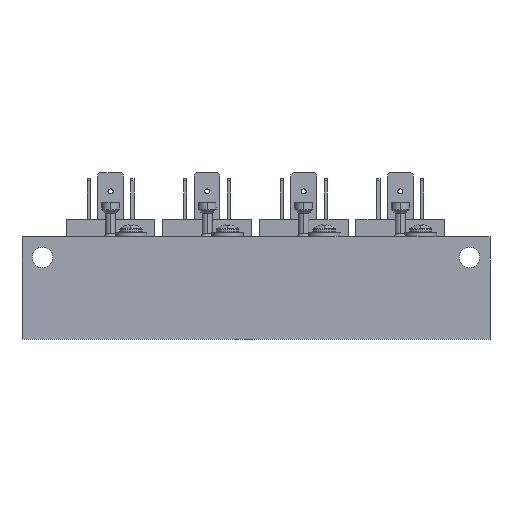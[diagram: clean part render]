
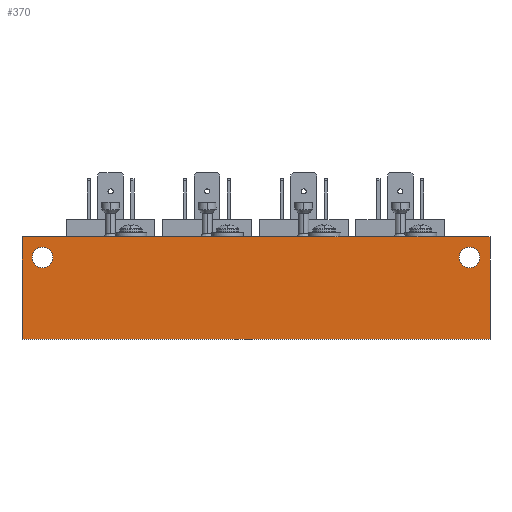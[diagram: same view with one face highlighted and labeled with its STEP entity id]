
A CAD part, front view. The second image highlights one B-rep face of the part: STEP entity #370.
In plain terms, the highlighted planar face has unit normal (0, -1, 0).
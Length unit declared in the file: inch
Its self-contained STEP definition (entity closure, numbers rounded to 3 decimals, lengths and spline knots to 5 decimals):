
#118 = AXIS2_PLACEMENT_3D ( 'NONE', #20361, #7908, #26774 ) ;
#370 = ADVANCED_FACE ( 'Defeatured_0_18', ( #39679, #13337, #36257 ), #32832, .F. ) ;
#609 = DIRECTION ( 'NONE',  ( 0., -1., 0. ) ) ;
#1779 = ORIENTED_EDGE ( 'NONE', *, *, #25091, .F. ) ;
#2605 = ORIENTED_EDGE ( 'NONE', *, *, #26575, .F. ) ;
#3289 = DIRECTION ( 'NONE',  ( 0., 0., 1. ) ) ;
#3706 = CIRCLE ( 'NONE', #24258, 0.1 ) ;
#3949 = ORIENTED_EDGE ( 'NONE', *, *, #17371, .F. ) ;
#4256 = VECTOR ( 'NONE', #37407, 39.37008 ) ;
#5339 = ORIENTED_EDGE ( 'NONE', *, *, #36443, .F. ) ;
#5465 = CARTESIAN_POINT ( 'NONE',  ( -1.1385, -0.75, 0.3 ) ) ;
#6316 = CIRCLE ( 'NONE', #35778, 0.1 ) ;
#6620 = EDGE_CURVE ( 'NONE', #35288, #29427, #33143, .T. ) ;
#7892 = ORIENTED_EDGE ( 'NONE', *, *, #6620, .T. ) ;
#7908 = DIRECTION ( 'NONE',  ( 0., -1., 0. ) ) ;
#9972 = CARTESIAN_POINT ( 'NONE',  ( 3.0395, -0.75, 0.3 ) ) ;
#10257 = ORIENTED_EDGE ( 'NONE', *, *, #26344, .F. ) ;
#10971 = ORIENTED_EDGE ( 'NONE', *, *, #38315, .T. ) ;
#12272 = ORIENTED_EDGE ( 'NONE', *, *, #39647, .F. ) ;
#12784 = LINE ( 'NONE', #19432, #16640 ) ;
#13095 = CARTESIAN_POINT ( 'NONE',  ( -1.3385, -0.75, 0.5 ) ) ;
#13337 = FACE_BOUND ( 'NONE', #16443, .T. ) ;
#13730 = DIRECTION ( 'NONE',  ( 0., 0., 1. ) ) ;
#13914 = DIRECTION ( 'NONE',  ( 1., 0., 0. ) ) ;
#14250 = LINE ( 'NONE', #24349, #4256 ) ;
#14593 = VECTOR ( 'NONE', #13914, 39.37008 ) ;
#15382 = CARTESIAN_POINT ( 'NONE',  ( 3.2395, -0.75, -0.5 ) ) ;
#16443 = EDGE_LOOP ( 'NONE', ( #12272, #1779 ) ) ;
#16640 = VECTOR ( 'NONE', #32488, 39.37008 ) ;
#17371 = EDGE_CURVE ( 'NONE', #38947, #29385, #3706, .T. ) ;
#19432 = CARTESIAN_POINT ( 'NONE',  ( -1.3385, -0.75, 0. ) ) ;
#19749 = LINE ( 'NONE', #33231, #14593 ) ;
#20192 = DIRECTION ( 'NONE',  ( 0., 1., 0. ) ) ;
#20361 = CARTESIAN_POINT ( 'NONE',  ( -1.1385, -0.75, 0.3 ) ) ;
#20392 = CARTESIAN_POINT ( 'NONE',  ( 3.2395, -0.75, 0.5 ) ) ;
#20604 = EDGE_LOOP ( 'NONE', ( #10257, #3949 ) ) ;
#21134 = CARTESIAN_POINT ( 'NONE',  ( -1.1385, -0.75, 0.4 ) ) ;
#22396 = DIRECTION ( 'NONE',  ( 0., -1., 0. ) ) ;
#24258 = AXIS2_PLACEMENT_3D ( 'NONE', #9972, #22396, #3289 ) ;
#24349 = CARTESIAN_POINT ( 'NONE',  ( 3.2395, -0.75, 0.5 ) ) ;
#25091 = EDGE_CURVE ( 'NONE', #26615, #37305, #28870, .T. ) ;
#25247 = CARTESIAN_POINT ( 'NONE',  ( 3.2395, -0.75, 0.5 ) ) ;
#26209 = VERTEX_POINT ( 'NONE', #33900 ) ;
#26344 = EDGE_CURVE ( 'NONE', #29385, #38947, #6316, .T. ) ;
#26350 = CIRCLE ( 'NONE', #32475, 0.1 ) ;
#26575 = EDGE_CURVE ( 'NONE', #26209, #40602, #12784, .T. ) ;
#26615 = VERTEX_POINT ( 'NONE', #33327 ) ;
#26774 = DIRECTION ( 'NONE',  ( 0., 0., 1. ) ) ;
#28649 = DIRECTION ( 'NONE',  ( 0., -1., 0. ) ) ;
#28870 = CIRCLE ( 'NONE', #118, 0.1 ) ;
#29385 = VERTEX_POINT ( 'NONE', #41940 ) ;
#29427 = VERTEX_POINT ( 'NONE', #25247 ) ;
#30003 = DIRECTION ( 'NONE',  ( 0., 0., 1. ) ) ;
#30110 = AXIS2_PLACEMENT_3D ( 'NONE', #20392, #20192, #13730 ) ;
#30260 = CARTESIAN_POINT ( 'NONE',  ( 3.0395, -0.75, 0.2 ) ) ;
#30327 = DIRECTION ( 'NONE',  ( 0., 0., 1. ) ) ;
#32475 = AXIS2_PLACEMENT_3D ( 'NONE', #5465, #28649, #32495 ) ;
#32488 = DIRECTION ( 'NONE',  ( 0., 0., 1. ) ) ;
#32495 = DIRECTION ( 'NONE',  ( 0., 0., 1. ) ) ;
#32832 = PLANE ( 'NONE',  #30110 ) ;
#33143 = LINE ( 'NONE', #37176, #37083 ) ;
#33231 = CARTESIAN_POINT ( 'NONE',  ( 3.2395, -0.75, -0.5 ) ) ;
#33327 = CARTESIAN_POINT ( 'NONE',  ( -1.1385, -0.75, 0.2 ) ) ;
#33900 = CARTESIAN_POINT ( 'NONE',  ( -1.3385, -0.75, -0.5 ) ) ;
#34734 = EDGE_LOOP ( 'NONE', ( #10971, #7892, #5339, #2605 ) ) ;
#35288 = VERTEX_POINT ( 'NONE', #15382 ) ;
#35778 = AXIS2_PLACEMENT_3D ( 'NONE', #36051, #609, #30003 ) ;
#36051 = CARTESIAN_POINT ( 'NONE',  ( 3.0395, -0.75, 0.3 ) ) ;
#36257 = FACE_BOUND ( 'NONE', #20604, .T. ) ;
#36443 = EDGE_CURVE ( 'NONE', #40602, #29427, #14250, .T. ) ;
#37083 = VECTOR ( 'NONE', #30327, 39.37008 ) ;
#37176 = CARTESIAN_POINT ( 'NONE',  ( 3.2395, -0.75, 0. ) ) ;
#37305 = VERTEX_POINT ( 'NONE', #21134 ) ;
#37407 = DIRECTION ( 'NONE',  ( 1., 0., 0. ) ) ;
#38315 = EDGE_CURVE ( 'NONE', #26209, #35288, #19749, .T. ) ;
#38947 = VERTEX_POINT ( 'NONE', #30260 ) ;
#39647 = EDGE_CURVE ( 'NONE', #37305, #26615, #26350, .T. ) ;
#39679 = FACE_OUTER_BOUND ( 'NONE', #34734, .T. ) ;
#40602 = VERTEX_POINT ( 'NONE', #13095 ) ;
#41940 = CARTESIAN_POINT ( 'NONE',  ( 3.0395, -0.75, 0.4 ) ) ;
